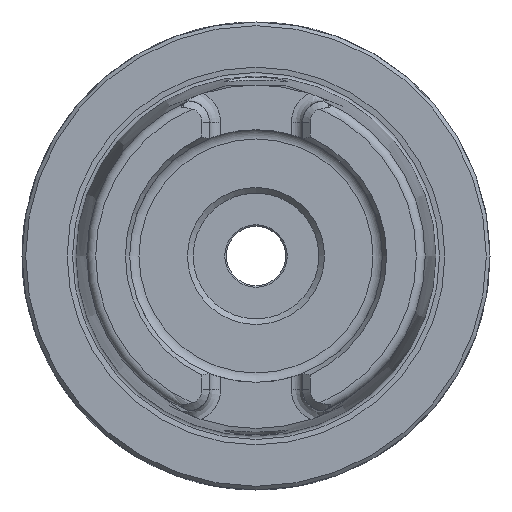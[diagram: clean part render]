
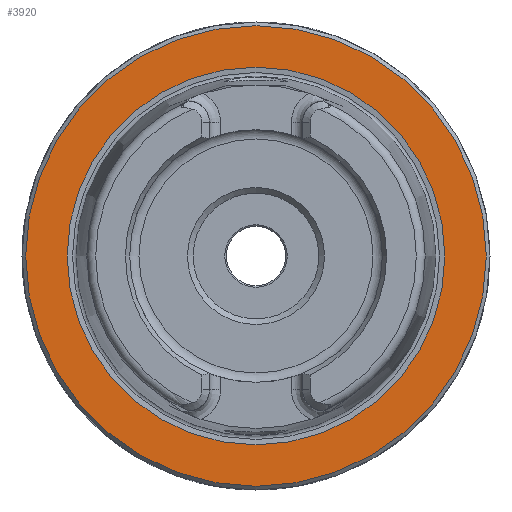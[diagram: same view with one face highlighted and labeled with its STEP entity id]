
A CAD part, left-side view. The second image highlights one B-rep face of the part: STEP entity #3920.
In plain terms, the highlighted planar face has unit normal (-1, 0, 0).
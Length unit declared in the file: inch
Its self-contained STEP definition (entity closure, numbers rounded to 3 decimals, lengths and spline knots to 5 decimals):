
#3886=CARTESIAN_POINT('',(0.0,31.,0.));
#3887=VERTEX_POINT('',#3886);
#3888=CARTESIAN_POINT('',(0.0,0.0,0.0));
#3889=DIRECTION('',(1.0,0.0,0.0));
#3890=DIRECTION('',(0.0,-1.0,0.0));
#3891=AXIS2_PLACEMENT_3D('',#3888,#3889,#3890);
#3892=CIRCLE('',#3891,31.);
#3893=EDGE_CURVE('',#3887,#3887,#3892,.T.);
#3901=CARTESIAN_POINT('',(0.0,15.75,0.0));
#3902=DIRECTION('',(-1.0,0.0,0.0));
#3903=DIRECTION('',(0.0,0.0,1.0));
#3904=AXIS2_PLACEMENT_3D('',#3901,#3902,#3903);
#3905=PLANE('',#3904);
#3906=ORIENTED_EDGE('',*,*,#3893,.F.);
#3907=EDGE_LOOP('',(#3906));
#3908=FACE_OUTER_BOUND('',#3907,.T.);
#3909=CARTESIAN_POINT('',(0.0,25.42043,0.0));
#3910=VERTEX_POINT('',#3909);
#3911=CARTESIAN_POINT('',(0.0,0.0,0.0));
#3912=DIRECTION('',(1.0,0.0,0.0));
#3913=DIRECTION('',(0.0,1.0,0.0));
#3914=AXIS2_PLACEMENT_3D('',#3911,#3912,#3913);
#3915=CIRCLE('',#3914,25.42043);
#3916=EDGE_CURVE('',#3910,#3910,#3915,.T.);
#3917=ORIENTED_EDGE('',*,*,#3916,.T.);
#3918=EDGE_LOOP('',(#3917));
#3919=FACE_BOUND('',#3918,.T.);
#3920=ADVANCED_FACE('',(#3908,#3919),#3905,.T.);
